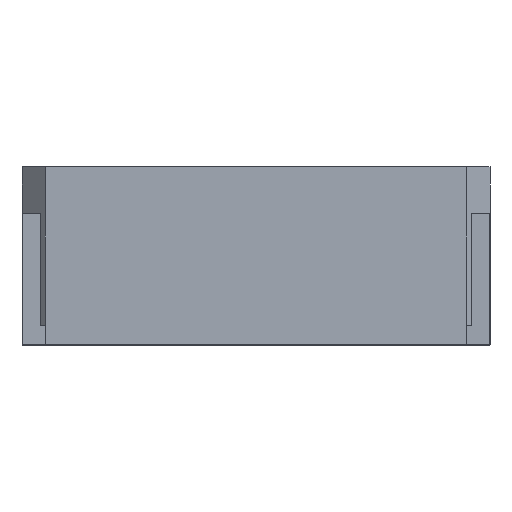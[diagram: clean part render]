
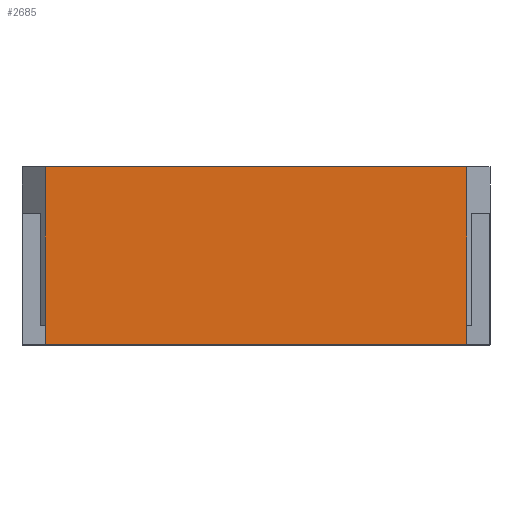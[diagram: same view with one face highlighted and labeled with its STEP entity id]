
A CAD part, top view. The second image highlights one B-rep face of the part: STEP entity #2685.
In plain terms, the highlighted planar face has unit normal (0, 0, 1).
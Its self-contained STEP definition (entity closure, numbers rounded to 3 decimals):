
#54 = ORIENTED_EDGE ( 'NONE', *, *, #1094, .F. ) ;
#59 = CARTESIAN_POINT ( 'NONE',  ( -2.25, 0., 2.5 ) ) ;
#211 = CARTESIAN_POINT ( 'NONE',  ( 2.25, 0., 2.5 ) ) ;
#291 = DIRECTION ( 'NONE',  ( 0., -1., 0. ) ) ;
#306 = LINE ( 'NONE', #1205, #2583 ) ;
#530 = LINE ( 'NONE', #1808, #2625 ) ;
#597 = VECTOR ( 'NONE', #1261, 1000. ) ;
#613 = EDGE_CURVE ( 'NONE', #2498, #2603, #306, .T. ) ;
#725 = CARTESIAN_POINT ( 'NONE',  ( 2.25, 1.9, 2.5 ) ) ;
#844 = ORIENTED_EDGE ( 'NONE', *, *, #613, .T. ) ;
#1084 = CARTESIAN_POINT ( 'NONE',  ( 2.25, 1.9, 2.5 ) ) ;
#1094 = EDGE_CURVE ( 'NONE', #1903, #1679, #2187, .T. ) ;
#1205 = CARTESIAN_POINT ( 'NONE',  ( -2.25, 1.9, 2.5 ) ) ;
#1261 = DIRECTION ( 'NONE',  ( 1., 0., 0. ) ) ;
#1274 = FACE_OUTER_BOUND ( 'NONE', #2388, .T. ) ;
#1289 = DIRECTION ( 'NONE',  ( -1., 0., 0. ) ) ;
#1329 = CARTESIAN_POINT ( 'NONE',  ( -2.25, 1.9, 2.5 ) ) ;
#1398 = EDGE_CURVE ( 'NONE', #2603, #1679, #2290, .T. ) ;
#1664 = ORIENTED_EDGE ( 'NONE', *, *, #1804, .F. ) ;
#1679 = VERTEX_POINT ( 'NONE', #211 ) ;
#1687 = PLANE ( 'NONE',  #1871 ) ;
#1804 = EDGE_CURVE ( 'NONE', #2498, #1903, #530, .T. ) ;
#1808 = CARTESIAN_POINT ( 'NONE',  ( 2.25, 1.9, 2.5 ) ) ;
#1821 = ORIENTED_EDGE ( 'NONE', *, *, #1398, .T. ) ;
#1871 = AXIS2_PLACEMENT_3D ( 'NONE', #1084, #2343, #1289 ) ;
#1903 = VERTEX_POINT ( 'NONE', #725 ) ;
#2015 = DIRECTION ( 'NONE',  ( 1., 0., 0. ) ) ;
#2082 = CARTESIAN_POINT ( 'NONE',  ( 2.25, 1.9, 2.5 ) ) ;
#2187 = LINE ( 'NONE', #2082, #2709 ) ;
#2290 = LINE ( 'NONE', #2294, #597 ) ;
#2294 = CARTESIAN_POINT ( 'NONE',  ( 2.25, 0., 2.5 ) ) ;
#2343 = DIRECTION ( 'NONE',  ( 0., 0., -1. ) ) ;
#2388 = EDGE_LOOP ( 'NONE', ( #1821, #54, #1664, #844 ) ) ;
#2498 = VERTEX_POINT ( 'NONE', #1329 ) ;
#2533 = DIRECTION ( 'NONE',  ( 0., -1., 0. ) ) ;
#2583 = VECTOR ( 'NONE', #2533, 1000. ) ;
#2603 = VERTEX_POINT ( 'NONE', #59 ) ;
#2625 = VECTOR ( 'NONE', #2015, 1000. ) ;
#2685 = ADVANCED_FACE ( 'NONE', ( #1274 ), #1687, .F. ) ;
#2709 = VECTOR ( 'NONE', #291, 1000. ) ;
